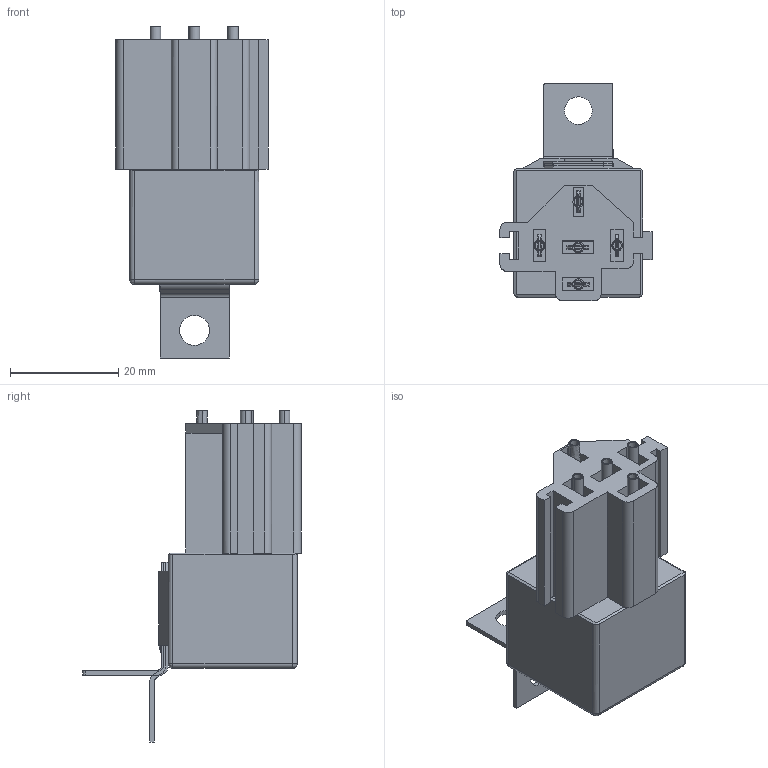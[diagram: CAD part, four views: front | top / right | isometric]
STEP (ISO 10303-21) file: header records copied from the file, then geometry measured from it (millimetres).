
FILE_DESCRIPTION(('FreeCAD Model'),'2;1');
FILE_NAME('Open CASCADE Shape Model','2025-04-26T19:25:32',('FreeCAD'),( 'FreeCAD'),'Open CASCADE STEP processor 7.6','FreeCAD','Unknown');
FILE_SCHEMA(('AUTOMOTIVE_DESIGN { 1 0 10303 214 1 1 1 1 }'));
Length unit declared in the file: millimetre
Products named in the file (1): Open CASCADE STEP translator 7.6 1
Bounding box: 28.16 x 40.39 x 61.46 mm (x, y, z)
Volume: 19630.5 mm3; surface area: 11526.9 mm2
Topology: 4 solids, 4 shells, 317 faces, 860 edges, 543 vertices
Faces by surface type: bspline 317
Entity records: 9493 total; most frequent: CARTESIAN_POINT 4492, ORIENTED_EDGE 1704, EDGE_CURVE 852, B_SPLINE_CURVE_WITH_KNOTS 626, VERTEX_POINT 543, FACE_BOUND 363, EDGE_LOOP 363, ADVANCED_FACE 317
